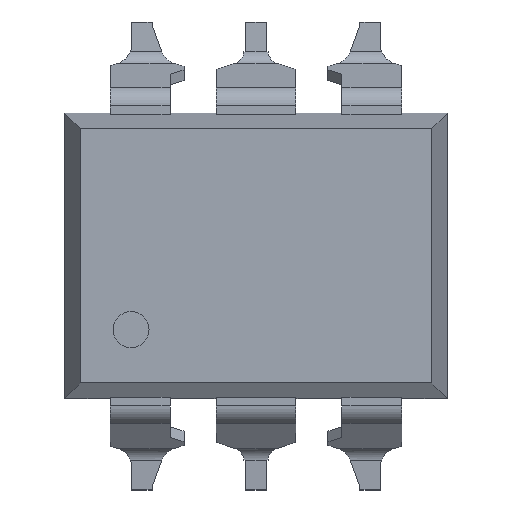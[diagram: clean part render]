
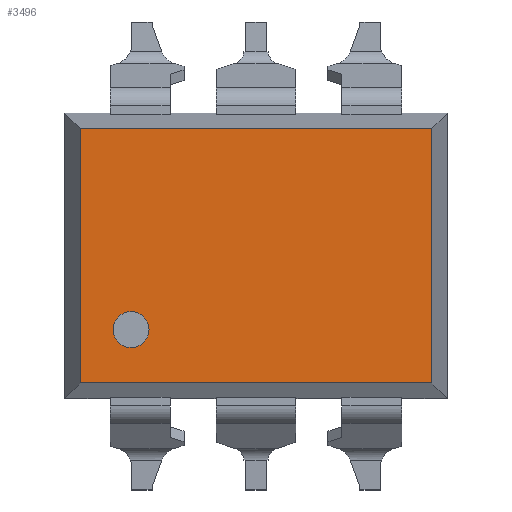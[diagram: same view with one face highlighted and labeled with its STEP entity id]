
A CAD part, top view. The second image highlights one B-rep face of the part: STEP entity #3496.
In plain terms, the highlighted planar face has unit normal (0, 0, 1).
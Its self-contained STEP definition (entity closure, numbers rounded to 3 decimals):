
#98=CIRCLE('',#3673,0.4);
#803=ORIENTED_EDGE('',*,*,#1214,.F.);
#804=ORIENTED_EDGE('',*,*,#1007,.F.);
#805=ORIENTED_EDGE('',*,*,#1213,.F.);
#806=ORIENTED_EDGE('',*,*,#920,.F.);
#807=ORIENTED_EDGE('',*,*,#1188,.T.);
#920=EDGE_CURVE('',#1271,#1272,#1529,.T.);
#1007=EDGE_CURVE('',#1333,#1334,#1607,.T.);
#1188=EDGE_CURVE('',#1452,#1452,#98,.T.);
#1213=EDGE_CURVE('',#1272,#1333,#1773,.T.);
#1214=EDGE_CURVE('',#1334,#1271,#1774,.T.);
#1271=VERTEX_POINT('',#4537);
#1272=VERTEX_POINT('',#4539);
#1333=VERTEX_POINT('',#4708);
#1334=VERTEX_POINT('',#4710);
#1452=VERTEX_POINT('',#5076);
#1529=LINE('',#4538,#1843);
#1607=LINE('',#4709,#1921);
#1773=LINE('',#5124,#2087);
#1774=LINE('',#5126,#2088);
#1843=VECTOR('',#3825,1000.);
#1921=VECTOR('',#3965,1000.);
#2087=VECTOR('',#4367,1000.);
#2088=VECTOR('',#4370,1000.);
#2216=EDGE_LOOP('',(#803,#804,#805,#806));
#2217=EDGE_LOOP('',(#807));
#2348=FACE_BOUND('',#2216,.T.);
#2349=FACE_BOUND('',#2217,.T.);
#2454=PLANE('',#3689);
#3496=ADVANCED_FACE('',(#2348,#2349),#2454,.T.);
#3673=AXIS2_PLACEMENT_3D('',#5075,#4315,#4316);
#3689=AXIS2_PLACEMENT_3D('',#5125,#4368,#4369);
#3825=DIRECTION('',(1.,0.,0.));
#3965=DIRECTION('',(-1.,0.,0.));
#4315=DIRECTION('',(0.,0.,-1.));
#4316=DIRECTION('',(1.,0.,0.));
#4367=DIRECTION('',(0.,-1.,0.));
#4368=DIRECTION('',(0.,0.,1.));
#4369=DIRECTION('',(1.,0.,0.));
#4370=DIRECTION('',(0.,1.,0.));
#4537=CARTESIAN_POINT('',(-3.91,2.83,3.4));
#4538=CARTESIAN_POINT('',(0.,2.83,3.4));
#4539=CARTESIAN_POINT('',(3.91,2.83,3.4));
#4708=CARTESIAN_POINT('',(3.91,-2.83,3.4));
#4709=CARTESIAN_POINT('',(0.,-2.83,3.4));
#4710=CARTESIAN_POINT('',(-3.91,-2.83,3.4));
#5075=CARTESIAN_POINT('',(-2.78,-1.643,3.4));
#5076=CARTESIAN_POINT('',(-2.38,-1.643,3.4));
#5124=CARTESIAN_POINT('',(3.91,0.,3.4));
#5125=CARTESIAN_POINT('',(0.,0.,3.4));
#5126=CARTESIAN_POINT('',(-3.91,0.,3.4));
